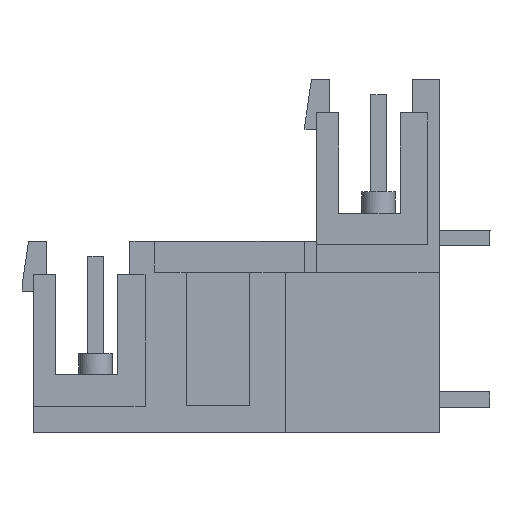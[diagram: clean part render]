
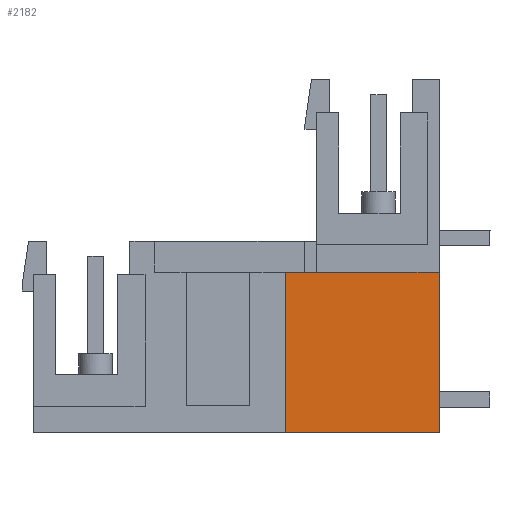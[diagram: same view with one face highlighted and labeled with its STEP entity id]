
A CAD part, left-side view. The second image highlights one B-rep face of the part: STEP entity #2182.
In plain terms, the highlighted planar face has unit normal (-1, 0, 0).
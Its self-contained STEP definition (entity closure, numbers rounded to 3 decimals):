
#2162=AXIS2_PLACEMENT_3D('Plane Axis2P3D',#2159,#2160,#2161) ;
#1191=CARTESIAN_POINT('Vertex',(2.52,3.2,10.06)) ;
#1194=CARTESIAN_POINT('Line Origine',(2.52,3.2,5.03)) ;
#1198=CARTESIAN_POINT('Vertex',(2.52,3.2,0.)) ;
#2137=CARTESIAN_POINT('Line Origine',(2.52,8.025,0.)) ;
#2141=CARTESIAN_POINT('Vertex',(2.52,12.85,0.)) ;
#2159=CARTESIAN_POINT('Axis2P3D Location',(2.52,3.2,10.06)) ;
#2164=CARTESIAN_POINT('Line Origine',(2.52,8.025,10.06)) ;
#2168=CARTESIAN_POINT('Vertex',(2.52,12.85,10.06)) ;
#2171=CARTESIAN_POINT('Line Origine',(2.52,12.85,5.03)) ;
#1195=DIRECTION('Vector Direction',(0.,0.,-1.)) ;
#2138=DIRECTION('Vector Direction',(0.,1.,0.)) ;
#2160=DIRECTION('Axis2P3D Direction',(-1.,0.,0.)) ;
#2161=DIRECTION('Axis2P3D XDirection',(0.,1.,0.)) ;
#2165=DIRECTION('Vector Direction',(0.,1.,0.)) ;
#2172=DIRECTION('Vector Direction',(0.,0.,-1.)) ;
#1196=VECTOR('Line Direction',#1195,1.) ;
#2139=VECTOR('Line Direction',#2138,1.) ;
#2166=VECTOR('Line Direction',#2165,1.) ;
#2173=VECTOR('Line Direction',#2172,1.) ;
#2177=ORIENTED_EDGE('',*,*,#1200,.F.) ;
#2178=ORIENTED_EDGE('',*,*,#2170,.T.) ;
#2179=ORIENTED_EDGE('',*,*,#2175,.T.) ;
#2180=ORIENTED_EDGE('',*,*,#2143,.F.) ;
#2182=ADVANCED_FACE('HOUSING',(#2181),#2163,.T.) ;
#1200=EDGE_CURVE('',#1192,#1199,#1197,.T.) ;
#2143=EDGE_CURVE('',#1199,#2142,#2140,.T.) ;
#2170=EDGE_CURVE('',#1192,#2169,#2167,.T.) ;
#2175=EDGE_CURVE('',#2169,#2142,#2174,.T.) ;
#2176=EDGE_LOOP('',(#2177,#2178,#2179,#2180)) ;
#2181=FACE_OUTER_BOUND('',#2176,.T.) ;
#1197=LINE('Line',#1194,#1196) ;
#2140=LINE('Line',#2137,#2139) ;
#2167=LINE('Line',#2164,#2166) ;
#2174=LINE('Line',#2171,#2173) ;
#2163=PLANE('',#2162) ;
#1192=VERTEX_POINT('',#1191) ;
#1199=VERTEX_POINT('',#1198) ;
#2142=VERTEX_POINT('',#2141) ;
#2169=VERTEX_POINT('',#2168) ;
